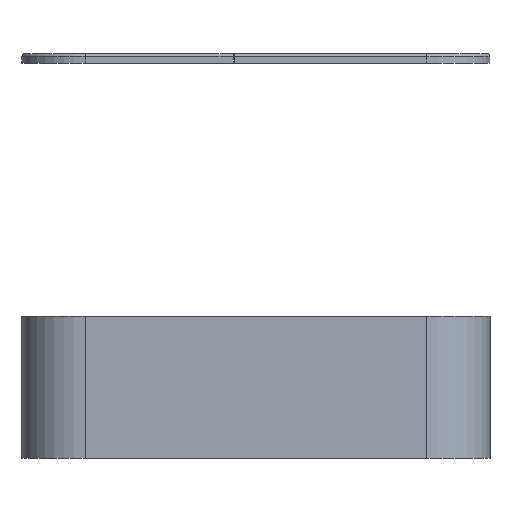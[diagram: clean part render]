
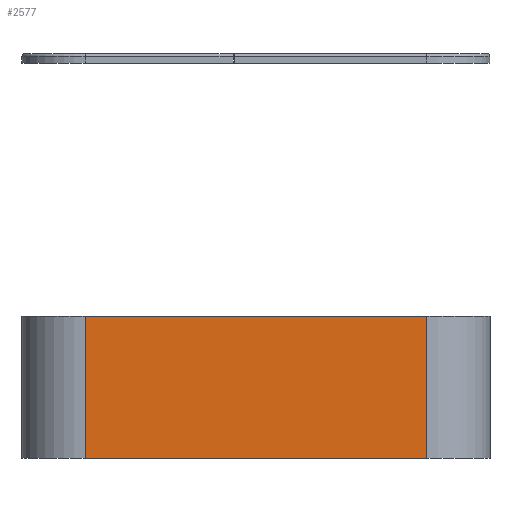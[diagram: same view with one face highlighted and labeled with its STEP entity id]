
A CAD part, left-side view. The second image highlights one B-rep face of the part: STEP entity #2577.
In plain terms, the highlighted planar face has unit normal (-1, 0, 0).
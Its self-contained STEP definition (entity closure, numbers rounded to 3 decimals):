
#136=LINE('',#4004,#286);
#178=LINE('',#4143,#328);
#183=LINE('',#4158,#333);
#220=LINE('',#4239,#370);
#286=VECTOR('',#3222,10.);
#328=VECTOR('',#3344,10.);
#333=VECTOR('',#3357,10.);
#370=VECTOR('',#3442,10.);
#434=PLANE('',#2825);
#712=FACE_OUTER_BOUND('',#955,.T.);
#955=EDGE_LOOP('',(#2243,#2244,#2245,#2246));
#1331=VERTEX_POINT('',#3990);
#1337=VERTEX_POINT('',#4002);
#1393=VERTEX_POINT('',#4139);
#1400=VERTEX_POINT('',#4157);
#1608=EDGE_CURVE('',#1337,#1331,#136,.F.);
#1674=EDGE_CURVE('',#1331,#1393,#178,.T.);
#1681=EDGE_CURVE('',#1393,#1400,#183,.F.);
#1723=EDGE_CURVE('',#1400,#1337,#220,.T.);
#2243=ORIENTED_EDGE('',*,*,#1674,.F.);
#2244=ORIENTED_EDGE('',*,*,#1608,.F.);
#2245=ORIENTED_EDGE('',*,*,#1723,.F.);
#2246=ORIENTED_EDGE('',*,*,#1681,.F.);
#2577=ADVANCED_FACE('',(#712),#434,.F.);
#2825=AXIS2_PLACEMENT_3D('',#4240,#3443,#3444);
#3222=DIRECTION('',(0.,1.,0.));
#3344=DIRECTION('',(0.,0.,-1.));
#3357=DIRECTION('',(0.,-1.,0.));
#3442=DIRECTION('',(0.,0.,1.));
#3443=DIRECTION('center_axis',(1.,0.,0.));
#3444=DIRECTION('ref_axis',(0.,0.,1.));
#3990=CARTESIAN_POINT('',(-171.,-18.,-75.));
#4002=CARTESIAN_POINT('',(-171.,90.,-75.));
#4004=CARTESIAN_POINT('',(-171.,2.5,-75.));
#4139=CARTESIAN_POINT('',(-171.,-18.,-120.));
#4143=CARTESIAN_POINT('',(-171.,-18.,-108.));
#4157=CARTESIAN_POINT('',(-171.,90.,-120.));
#4158=CARTESIAN_POINT('',(-171.,2.5,-120.));
#4239=CARTESIAN_POINT('',(-171.,90.,-118.5));
#4240=CARTESIAN_POINT('Origin',(-171.,2.5,-118.5));
